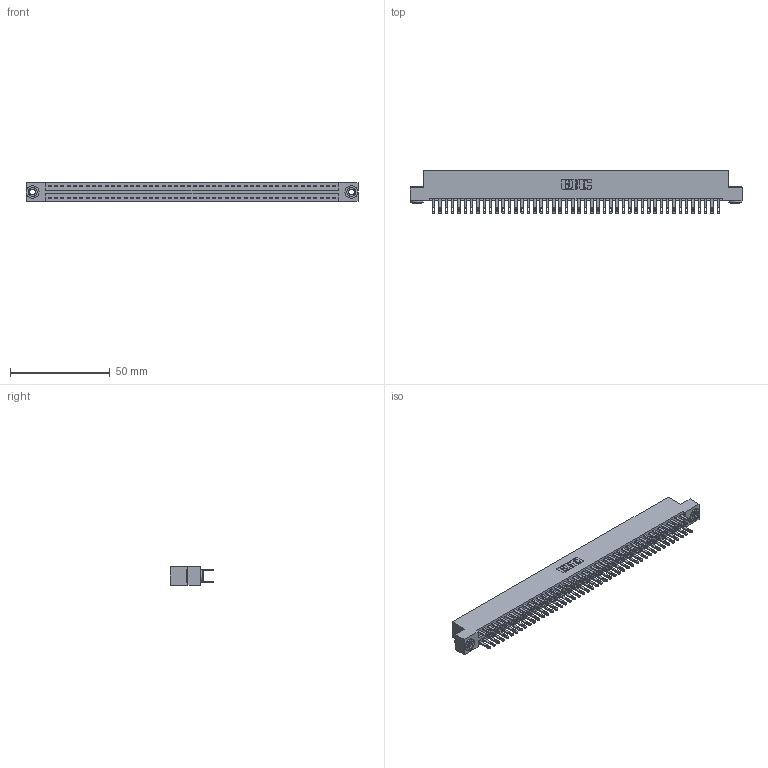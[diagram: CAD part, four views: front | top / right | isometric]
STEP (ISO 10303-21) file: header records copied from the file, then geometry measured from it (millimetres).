
FILE_DESCRIPTION (( 'STEP AP203' ), '1' );
FILE_NAME ('346-092-500-203.STEP', '2022-05-26T05:47:26', ( '' ), ( '' ), 'SwSTEP 2.0', 'SolidWorks 2020', '' );
FILE_SCHEMA (( 'CONFIG_CONTROL_DESIGN' ));
Length unit declared in the file: inch
Products named in the file (4): 346 Part_Flush Mounting Lugs - 0.156 Dia-TH; 346-092-500-203; 345-250-002_345-250-002-102; 345-292-001_345-293-100
Assembly tree (95 placements, depth 2):
  346-092-500-203
    346 Part_Flush Mounting Lugs - 0.156 Dia-TH
    345-292-001_345-293-100  x92
    345-250-002_345-250-002-102  x2
Bounding box: 166.62 x 21.84 x 9.4 mm (x, y, z)
Volume: 16561.4 mm3; surface area: 24039.3 mm2
Topology: 95 solids, 95 shells, 4590 faces, 13965 edges, 9306 vertices
Faces by surface type: plane 2768, cylinder 1814, cone 8
Entity records: 30478 total; most frequent: CARTESIAN_POINT 4997, ORIENTED_EDGE 4922, DIRECTION 4487, EDGE_CURVE 2461, VECTOR 2117, LINE 2117, VERTEX_POINT 1638, AXIS2_PLACEMENT_3D 1185
